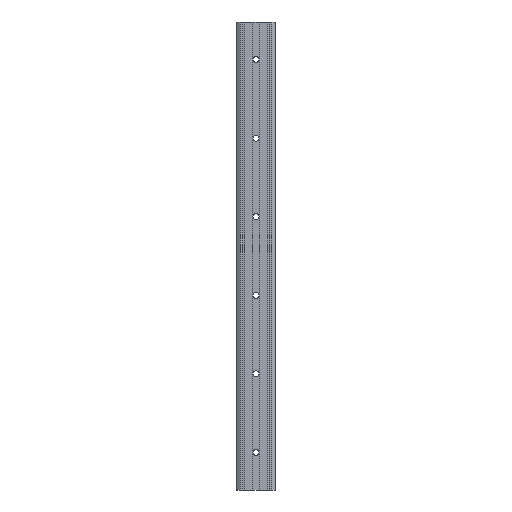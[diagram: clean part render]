
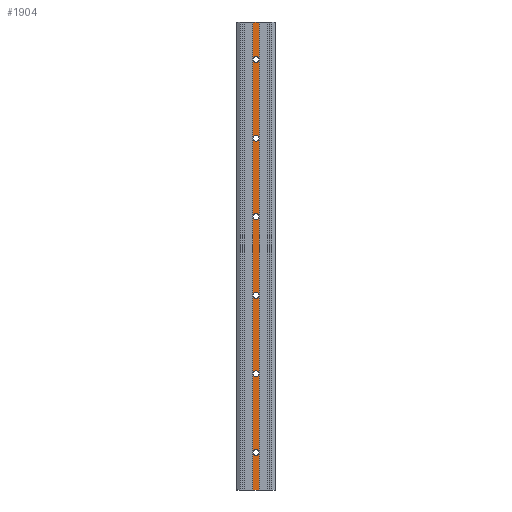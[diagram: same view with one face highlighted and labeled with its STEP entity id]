
A CAD part, front view. The second image highlights one B-rep face of the part: STEP entity #1904.
In plain terms, the highlighted planar face has unit normal (0, -1, 0).
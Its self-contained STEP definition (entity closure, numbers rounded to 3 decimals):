
#4 = EDGE_CURVE ( 'NONE', #698, #518, #452, .T. ) ;
#14 = AXIS2_PLACEMENT_3D ( 'NONE', #1757, #1765, #767 ) ;
#46 = AXIS2_PLACEMENT_3D ( 'NONE', #388, #1111, #1555 ) ;
#55 = DIRECTION ( 'NONE',  ( 0., 0., 1. ) ) ;
#90 = ORIENTED_EDGE ( 'NONE', *, *, #1828, .F. ) ;
#99 = CARTESIAN_POINT ( 'NONE',  ( -4., 3., 536. ) ) ;
#104 = EDGE_CURVE ( 'NONE', #1076, #595, #264, .T. ) ;
#144 = AXIS2_PLACEMENT_3D ( 'NONE', #258, #849, #1440 ) ;
#146 = CARTESIAN_POINT ( 'NONE',  ( 0., 3., 313. ) ) ;
#155 = EDGE_LOOP ( 'NONE', ( #90, #1023 ) ) ;
#199 = EDGE_CURVE ( 'NONE', #1534, #1401, #571, .T. ) ;
#203 = ORIENTED_EDGE ( 'NONE', *, *, #1270, .T. ) ;
#205 = FACE_BOUND ( 'NONE', #725, .T. ) ;
#227 = VERTEX_POINT ( 'NONE', #1329 ) ;
#234 = CARTESIAN_POINT ( 'NONE',  ( 4., 3., 536. ) ) ;
#235 = FACE_BOUND ( 'NONE', #568, .T. ) ;
#243 = AXIS2_PLACEMENT_3D ( 'NONE', #1341, #1024, #1768 ) ;
#249 = CARTESIAN_POINT ( 'NONE',  ( 0., 3., 129.5 ) ) ;
#257 = EDGE_CURVE ( 'NONE', #1401, #1534, #1159, .T. ) ;
#258 = CARTESIAN_POINT ( 'NONE',  ( 0., 3., 223. ) ) ;
#263 = CARTESIAN_POINT ( 'NONE',  ( 0., 3., 493. ) ) ;
#264 = CIRCLE ( 'NONE', #293, 3.5 ) ;
#289 = EDGE_CURVE ( 'NONE', #1357, #1750, #760, .T. ) ;
#290 = CARTESIAN_POINT ( 'NONE',  ( 0., 3., 226.5 ) ) ;
#293 = AXIS2_PLACEMENT_3D ( 'NONE', #263, #1606, #1294 ) ;
#311 = CARTESIAN_POINT ( 'NONE',  ( 0., 3., 46.5 ) ) ;
#320 = CARTESIAN_POINT ( 'NONE',  ( 0., 3., 493. ) ) ;
#332 = ORIENTED_EDGE ( 'NONE', *, *, #1764, .F. ) ;
#333 = DIRECTION ( 'NONE',  ( 0., -1., 0. ) ) ;
#335 = VECTOR ( 'NONE', #1790, 1000. ) ;
#366 = AXIS2_PLACEMENT_3D ( 'NONE', #1571, #839, #1430 ) ;
#388 = CARTESIAN_POINT ( 'NONE',  ( 0., 3., 133. ) ) ;
#452 = CIRCLE ( 'NONE', #46, 3.5 ) ;
#460 = ORIENTED_EDGE ( 'NONE', *, *, #1007, .F. ) ;
#480 = DIRECTION ( 'NONE',  ( 0., -1., 0. ) ) ;
#481 = CARTESIAN_POINT ( 'NONE',  ( 0., 3., 316.5 ) ) ;
#500 = EDGE_CURVE ( 'NONE', #971, #1414, #1603, .T. ) ;
#518 = VERTEX_POINT ( 'NONE', #249 ) ;
#565 = EDGE_CURVE ( 'NONE', #518, #698, #1193, .T. ) ;
#568 = EDGE_LOOP ( 'NONE', ( #1495, #332 ) ) ;
#571 = CIRCLE ( 'NONE', #983, 3.5 ) ;
#590 = CARTESIAN_POINT ( 'NONE',  ( 0., 3., 136.5 ) ) ;
#595 = VERTEX_POINT ( 'NONE', #1595 ) ;
#609 = ORIENTED_EDGE ( 'NONE', *, *, #1872, .F. ) ;
#616 = AXIS2_PLACEMENT_3D ( 'NONE', #320, #1360, #622 ) ;
#619 = LINE ( 'NONE', #1208, #335 ) ;
#622 = DIRECTION ( 'NONE',  ( 0., 0., -1. ) ) ;
#676 = EDGE_LOOP ( 'NONE', ( #1693, #1626, #818, #203 ) ) ;
#677 = VECTOR ( 'NONE', #55, 1000. ) ;
#678 = CIRCLE ( 'NONE', #1660, 3.5 ) ;
#681 = CARTESIAN_POINT ( 'NONE',  ( 0., 3., 223. ) ) ;
#682 = FACE_BOUND ( 'NONE', #1249, .T. ) ;
#694 = CARTESIAN_POINT ( 'NONE',  ( 0., 3., 309.5 ) ) ;
#698 = VERTEX_POINT ( 'NONE', #590 ) ;
#705 = CARTESIAN_POINT ( 'NONE',  ( -4., 3., 536. ) ) ;
#709 = CIRCLE ( 'NONE', #1359, 3.5 ) ;
#725 = EDGE_LOOP ( 'NONE', ( #1068, #609 ) ) ;
#760 = CIRCLE ( 'NONE', #14, 3.5 ) ;
#767 = DIRECTION ( 'NONE',  ( 0., 0., -1. ) ) ;
#778 = CARTESIAN_POINT ( 'NONE',  ( 0., 3., 313. ) ) ;
#814 = CARTESIAN_POINT ( 'NONE',  ( 4., 3., 1256. ) ) ;
#818 = ORIENTED_EDGE ( 'NONE', *, *, #1714, .T. ) ;
#827 = PLANE ( 'NONE',  #1845 ) ;
#839 = DIRECTION ( 'NONE',  ( 0., -1., 0. ) ) ;
#849 = DIRECTION ( 'NONE',  ( 0., -1., 0. ) ) ;
#900 = DIRECTION ( 'NONE',  ( 0., -1., 0. ) ) ;
#925 = DIRECTION ( 'NONE',  ( 0., 0., -1. ) ) ;
#937 = EDGE_CURVE ( 'NONE', #1551, #1884, #1657, .T. ) ;
#971 = VERTEX_POINT ( 'NONE', #234 ) ;
#983 = AXIS2_PLACEMENT_3D ( 'NONE', #778, #333, #925 ) ;
#993 = CIRCLE ( 'NONE', #616, 3.5 ) ;
#1007 = EDGE_CURVE ( 'NONE', #1884, #1551, #1746, .T. ) ;
#1023 = ORIENTED_EDGE ( 'NONE', *, *, #104, .F. ) ;
#1024 = DIRECTION ( 'NONE',  ( 0., -1., 0. ) ) ;
#1035 = CARTESIAN_POINT ( 'NONE',  ( 0., 3., 403. ) ) ;
#1063 = LINE ( 'NONE', #814, #677 ) ;
#1067 = DIRECTION ( 'NONE',  ( 0., 0., -1. ) ) ;
#1068 = ORIENTED_EDGE ( 'NONE', *, *, #289, .F. ) ;
#1072 = VECTOR ( 'NONE', #1158, 1000. ) ;
#1076 = VERTEX_POINT ( 'NONE', #1355 ) ;
#1097 = CARTESIAN_POINT ( 'NONE',  ( -4., 3., 1256. ) ) ;
#1109 = CIRCLE ( 'NONE', #243, 3.5 ) ;
#1111 = DIRECTION ( 'NONE',  ( 0., -1., 0. ) ) ;
#1122 = EDGE_LOOP ( 'NONE', ( #1492, #1711 ) ) ;
#1147 = EDGE_CURVE ( 'NONE', #1154, #1850, #1109, .T. ) ;
#1154 = VERTEX_POINT ( 'NONE', #1156 ) ;
#1156 = CARTESIAN_POINT ( 'NONE',  ( 0., 3., 39.5 ) ) ;
#1158 = DIRECTION ( 'NONE',  ( -1., 0., 0. ) ) ;
#1159 = CIRCLE ( 'NONE', #1226, 3.5 ) ;
#1189 = DIRECTION ( 'NONE',  ( 0., 0., -1. ) ) ;
#1193 = CIRCLE ( 'NONE', #366, 3.5 ) ;
#1208 = CARTESIAN_POINT ( 'NONE',  ( -4., 3., 1256. ) ) ;
#1226 = AXIS2_PLACEMENT_3D ( 'NONE', #146, #480, #1189 ) ;
#1249 = EDGE_LOOP ( 'NONE', ( #460, #1557 ) ) ;
#1262 = CARTESIAN_POINT ( 'NONE',  ( 0., 3., 219.5 ) ) ;
#1270 = EDGE_CURVE ( 'NONE', #1705, #971, #1063, .T. ) ;
#1273 = FACE_BOUND ( 'NONE', #1122, .T. ) ;
#1294 = DIRECTION ( 'NONE',  ( 0., 0., -1. ) ) ;
#1329 = CARTESIAN_POINT ( 'NONE',  ( -4., 3., 0. ) ) ;
#1335 = EDGE_CURVE ( 'NONE', #227, #1414, #619, .T. ) ;
#1341 = CARTESIAN_POINT ( 'NONE',  ( 0., 3., 43. ) ) ;
#1342 = ORIENTED_EDGE ( 'NONE', *, *, #257, .F. ) ;
#1355 = CARTESIAN_POINT ( 'NONE',  ( 0., 3., 496.5 ) ) ;
#1357 = VERTEX_POINT ( 'NONE', #1426 ) ;
#1359 = AXIS2_PLACEMENT_3D ( 'NONE', #1035, #900, #1674 ) ;
#1360 = DIRECTION ( 'NONE',  ( 0., -1., 0. ) ) ;
#1401 = VERTEX_POINT ( 'NONE', #694 ) ;
#1414 = VERTEX_POINT ( 'NONE', #705 ) ;
#1426 = CARTESIAN_POINT ( 'NONE',  ( 0., 3., 399.5 ) ) ;
#1430 = DIRECTION ( 'NONE',  ( 0., 0., -1. ) ) ;
#1440 = DIRECTION ( 'NONE',  ( 0., 0., -1. ) ) ;
#1448 = VECTOR ( 'NONE', #1554, 1000. ) ;
#1492 = ORIENTED_EDGE ( 'NONE', *, *, #565, .F. ) ;
#1495 = ORIENTED_EDGE ( 'NONE', *, *, #1147, .F. ) ;
#1534 = VERTEX_POINT ( 'NONE', #481 ) ;
#1540 = FACE_BOUND ( 'NONE', #1803, .T. ) ;
#1544 = CARTESIAN_POINT ( 'NONE',  ( 4., 3., 0. ) ) ;
#1551 = VERTEX_POINT ( 'NONE', #290 ) ;
#1554 = DIRECTION ( 'NONE',  ( 1., 0., 0. ) ) ;
#1555 = DIRECTION ( 'NONE',  ( 0., 0., -1. ) ) ;
#1557 = ORIENTED_EDGE ( 'NONE', *, *, #937, .F. ) ;
#1558 = DIRECTION ( 'NONE',  ( 0., 0., -1. ) ) ;
#1568 = FACE_BOUND ( 'NONE', #155, .T. ) ;
#1571 = CARTESIAN_POINT ( 'NONE',  ( 0., 3., 133. ) ) ;
#1595 = CARTESIAN_POINT ( 'NONE',  ( 0., 3., 489.5 ) ) ;
#1603 = LINE ( 'NONE', #99, #1072 ) ;
#1606 = DIRECTION ( 'NONE',  ( 0., -1., 0. ) ) ;
#1620 = CARTESIAN_POINT ( 'NONE',  ( 0., 3., 43. ) ) ;
#1626 = ORIENTED_EDGE ( 'NONE', *, *, #1335, .F. ) ;
#1634 = DIRECTION ( 'NONE',  ( 0., -1., 0. ) ) ;
#1657 = CIRCLE ( 'NONE', #1893, 3.5 ) ;
#1660 = AXIS2_PLACEMENT_3D ( 'NONE', #1620, #1634, #1067 ) ;
#1669 = LINE ( 'NONE', #1835, #1448 ) ;
#1674 = DIRECTION ( 'NONE',  ( 0., 0., -1. ) ) ;
#1693 = ORIENTED_EDGE ( 'NONE', *, *, #500, .T. ) ;
#1696 = DIRECTION ( 'NONE',  ( 0., 0., 1. ) ) ;
#1705 = VERTEX_POINT ( 'NONE', #1544 ) ;
#1711 = ORIENTED_EDGE ( 'NONE', *, *, #4, .F. ) ;
#1714 = EDGE_CURVE ( 'NONE', #227, #1705, #1669, .T. ) ;
#1728 = DIRECTION ( 'NONE',  ( 0., -1., 0. ) ) ;
#1746 = CIRCLE ( 'NONE', #144, 3.5 ) ;
#1750 = VERTEX_POINT ( 'NONE', #1784 ) ;
#1757 = CARTESIAN_POINT ( 'NONE',  ( 0., 3., 403. ) ) ;
#1764 = EDGE_CURVE ( 'NONE', #1850, #1154, #678, .T. ) ;
#1765 = DIRECTION ( 'NONE',  ( 0., -1., 0. ) ) ;
#1768 = DIRECTION ( 'NONE',  ( 0., 0., -1. ) ) ;
#1784 = CARTESIAN_POINT ( 'NONE',  ( 0., 3., 406.5 ) ) ;
#1790 = DIRECTION ( 'NONE',  ( 0., 0., 1. ) ) ;
#1803 = EDGE_LOOP ( 'NONE', ( #1342, #1833 ) ) ;
#1828 = EDGE_CURVE ( 'NONE', #595, #1076, #993, .T. ) ;
#1833 = ORIENTED_EDGE ( 'NONE', *, *, #199, .F. ) ;
#1835 = CARTESIAN_POINT ( 'NONE',  ( -21.465, 3., 0. ) ) ;
#1843 = DIRECTION ( 'NONE',  ( 0., 1., 0. ) ) ;
#1845 = AXIS2_PLACEMENT_3D ( 'NONE', #1097, #1843, #1696 ) ;
#1850 = VERTEX_POINT ( 'NONE', #311 ) ;
#1852 = FACE_OUTER_BOUND ( 'NONE', #676, .T. ) ;
#1872 = EDGE_CURVE ( 'NONE', #1750, #1357, #709, .T. ) ;
#1884 = VERTEX_POINT ( 'NONE', #1262 ) ;
#1893 = AXIS2_PLACEMENT_3D ( 'NONE', #681, #1728, #1558 ) ;
#1904 = ADVANCED_FACE ( 'NONE', ( #1273, #682, #1540, #205, #1568, #235, #1852 ), #827, .F. ) ;
